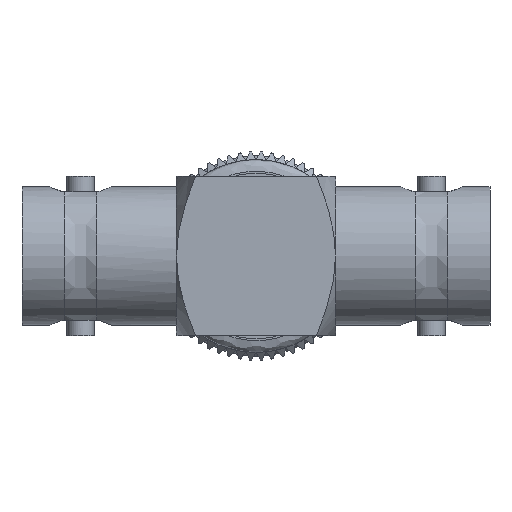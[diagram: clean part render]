
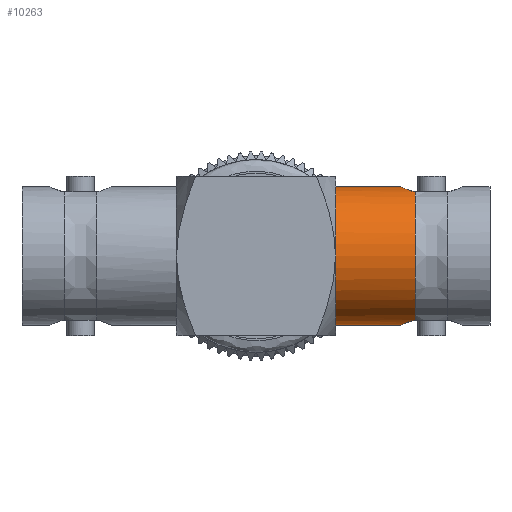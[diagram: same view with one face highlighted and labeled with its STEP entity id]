
A CAD part, front view. The second image highlights one B-rep face of the part: STEP entity #10263.
In plain terms, the highlighted cylindrical face has radius 4.801 mm (diameter 9.601 mm), a full revolution.
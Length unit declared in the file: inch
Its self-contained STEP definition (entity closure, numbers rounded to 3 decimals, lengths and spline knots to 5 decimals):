
#1 = CARTESIAN_POINT ( 'NONE',  ( 0.41353, 0.05182, -0.18184 ) ) ;
#85 = CARTESIAN_POINT ( 'NONE',  ( 0.396, -0.01405, -0.189 ) ) ;
#172 = CARTESIAN_POINT ( 'NONE',  ( 0.42238, -0.06263, -0.17851 ) ) ;
#254 = CARTESIAN_POINT ( 'NONE',  ( 0.42808, 0.06639, -0.177 ) ) ;
#256 = CARTESIAN_POINT ( 'NONE',  ( 0.2175, 0., 0.189 ) ) ;
#546 = CARTESIAN_POINT ( 'NONE',  ( 0.42808, 0.06639, 0.177 ) ) ;
#631 = CARTESIAN_POINT ( 'NONE',  ( 0.39622, -0.00702, 0.1889 ) ) ;
#1250 = LINE ( 'NONE', #6555, #10761 ) ;
#1275 = ORIENTED_EDGE ( 'NONE', *, *, #5620, .T. ) ;
#1392 = VECTOR ( 'NONE', #15904, 39.37008 ) ;
#1407 = AXIS2_PLACEMENT_3D ( 'NONE', #1489, #6792, #12034 ) ;
#1418 = AXIS2_PLACEMENT_3D ( 'NONE', #15221, #7311, #1844 ) ;
#1489 = CARTESIAN_POINT ( 'NONE',  ( -1.46873, 0., 0. ) ) ;
#1605 = EDGE_CURVE ( 'NONE', #12230, #7917, #11888, .T. ) ;
#1749 = CARTESIAN_POINT ( 'NONE',  ( 0.41353, -0.05182, 0.18184 ) ) ;
#1844 = DIRECTION ( 'NONE',  ( 0., 0., 1. ) ) ;
#1918 = CARTESIAN_POINT ( 'NONE',  ( 0.396, 0.00358, 0.189 ) ) ;
#2403 = EDGE_LOOP ( 'NONE', ( #1275 ) ) ;
#2538 = VERTEX_POINT ( 'NONE', #11380 ) ;
#2676 = CARTESIAN_POINT ( 'NONE',  ( 0.43379, -0.07015, 0.1755 ) ) ;
#2680 = CARTESIAN_POINT ( 'NONE',  ( 0.396, 0.00703, -0.189 ) ) ;
#2789 = ORIENTED_EDGE ( 'NONE', *, *, #12450, .T. ) ;
#2791 = FACE_OUTER_BOUND ( 'NONE', #16542, .T. ) ;
#3002 = VERTEX_POINT ( 'NONE', #12828 ) ;
#3133 = CARTESIAN_POINT ( 'NONE',  ( 0.40037, -0.02766, 0.18709 ) ) ;
#3169 = ORIENTED_EDGE ( 'NONE', *, *, #1605, .T. ) ;
#3180 = CIRCLE ( 'NONE', #4007, 0.189 ) ;
#3308 = CARTESIAN_POINT ( 'NONE',  ( 0.40289, -0.03403, 0.18602 ) ) ;
#3753 = CARTESIAN_POINT ( 'NONE',  ( -1.46873, -0.07015, -0.1755 ) ) ;
#3872 = ORIENTED_EDGE ( 'NONE', *, *, #11189, .T. ) ;
#3888 = VERTEX_POINT ( 'NONE', #4051 ) ;
#4007 = AXIS2_PLACEMENT_3D ( 'NONE', #15498, #9045, #5072 ) ;
#4051 = CARTESIAN_POINT ( 'NONE',  ( 0.43561, 0.07015, 0.1755 ) ) ;
#4060 = CARTESIAN_POINT ( 'NONE',  ( 0.41285, -0.05232, -0.18204 ) ) ;
#4140 = CARTESIAN_POINT ( 'NONE',  ( 0.43379, -0.07015, -0.1755 ) ) ;
#4378 = CARTESIAN_POINT ( 'NONE',  ( 0.43379, -0.07015, -0.1755 ) ) ;
#4695 = CARTESIAN_POINT ( 'NONE',  ( 0.42289, 0.06199, 0.17862 ) ) ;
#5072 = DIRECTION ( 'NONE',  ( 0., 0., 1. ) ) ;
#5232 = LINE ( 'NONE', #3753, #12014 ) ;
#5287 = CARTESIAN_POINT ( 'NONE',  ( 0.40289, 0.03403, -0.18602 ) ) ;
#5540 = CARTESIAN_POINT ( 'NONE',  ( 0.42288, 0.06197, -0.17863 ) ) ;
#5620 = EDGE_CURVE ( 'NONE', #5633, #5633, #3180, .T. ) ;
#5633 = VERTEX_POINT ( 'NONE', #256 ) ;
#5737 = EDGE_CURVE ( 'NONE', #3888, #3002, #15585, .T. ) ;
#5753 = CARTESIAN_POINT ( 'NONE',  ( 0.39622, 0.00701, 0.1889 ) ) ;
#5836 = CARTESIAN_POINT ( 'NONE',  ( 0.39775, -0.01742, 0.18823 ) ) ;
#5958 = CARTESIAN_POINT ( 'NONE',  ( -1.46873, 0.07015, 0.1755 ) ) ;
#6451 = DIRECTION ( 'NONE',  ( 1., 0., 0. ) ) ;
#6487 = EDGE_CURVE ( 'NONE', #11841, #2538, #5232, .T. ) ;
#6555 = CARTESIAN_POINT ( 'NONE',  ( 0.48, 0.07015, -0.1755 ) ) ;
#6716 = ORIENTED_EDGE ( 'NONE', *, *, #16448, .T. ) ;
#6764 = VERTEX_POINT ( 'NONE', #12007 ) ;
#6792 = DIRECTION ( 'NONE',  ( -1., 0., 0. ) ) ;
#6811 = ORIENTED_EDGE ( 'NONE', *, *, #13094, .T. ) ;
#7216 = CARTESIAN_POINT ( 'NONE',  ( 0.40036, 0.02762, 0.1871 ) ) ;
#7306 = CARTESIAN_POINT ( 'NONE',  ( 0.42288, -0.06197, 0.17863 ) ) ;
#7311 = DIRECTION ( 'NONE',  ( -1., 0., 0. ) ) ;
#7746 = DIRECTION ( 'NONE',  ( 0., 0., 1. ) ) ;
#7829 = DIRECTION ( 'NONE',  ( -1., 0., 0. ) ) ;
#7917 = VERTEX_POINT ( 'NONE', #8300 ) ;
#8002 = ORIENTED_EDGE ( 'NONE', *, *, #6487, .T. ) ;
#8227 = LINE ( 'NONE', #15816, #1392 ) ;
#8300 = CARTESIAN_POINT ( 'NONE',  ( 0.43379, 0.07015, 0.1755 ) ) ;
#8528 = LINE ( 'NONE', #5958, #10517 ) ;
#8615 = DIRECTION ( 'NONE',  ( 1., 0., 0. ) ) ;
#8884 = CIRCLE ( 'NONE', #1418, 0.189 ) ;
#9045 = DIRECTION ( 'NONE',  ( 1., 0., 0. ) ) ;
#9350 = CARTESIAN_POINT ( 'NONE',  ( 0.40957, 0.04631, -0.18335 ) ) ;
#9799 = CARTESIAN_POINT ( 'NONE',  ( 0.43379, 0.07015, 0.1755 ) ) ;
#10263 = ADVANCED_FACE ( 'NONE', ( #14532, #2791 ), #13315, .T. ) ;
#10517 = VECTOR ( 'NONE', #8615, 39.37008 ) ;
#10540 = CARTESIAN_POINT ( 'NONE',  ( 0.40037, 0.02766, -0.18709 ) ) ;
#10625 = CARTESIAN_POINT ( 'NONE',  ( 0.39961, -0.02801, -0.18733 ) ) ;
#10761 = VECTOR ( 'NONE', #7829, 39.37008 ) ;
#11067 = CARTESIAN_POINT ( 'NONE',  ( 0.396, -0.00359, 0.189 ) ) ;
#11189 = EDGE_CURVE ( 'NONE', #2538, #14626, #8884, .T. ) ;
#11251 = CARTESIAN_POINT ( 'NONE',  ( 0.39709, 0.01394, 0.18852 ) ) ;
#11380 = CARTESIAN_POINT ( 'NONE',  ( 0.43561, -0.07015, -0.1755 ) ) ;
#11786 = DIRECTION ( 'NONE',  ( -1., 0., 0. ) ) ;
#11841 = VERTEX_POINT ( 'NONE', #4378 ) ;
#11888 = B_SPLINE_CURVE_WITH_KNOTS ( 'NONE', 3,
 ( #13750, #12455, #7306, #1749, #13834, #3308, #3133, #5836, #12542, #631, #11067, #1918, #5753, #11251, #15041, #7216, #14953, #16253, #16513, #4695, #546, #9799 ),
 .UNSPECIFIED., .F., .F.,
 ( 4, 2, 2, 2, 2, 2, 2, 2, 2, 2, 4 ),
 ( 0., 0.125, 0.25, 0.375, 0.4375, 0.5, 0.5625, 0.625, 0.75, 0.875, 1. ),
 .UNSPECIFIED. ) ;
#11972 = CARTESIAN_POINT ( 'NONE',  ( 0.43561, -0.07015, 0.1755 ) ) ;
#12007 = CARTESIAN_POINT ( 'NONE',  ( 0.43379, 0.07015, -0.1755 ) ) ;
#12014 = VECTOR ( 'NONE', #6451, 39.37008 ) ;
#12034 = DIRECTION ( 'NONE',  ( 0., 0., 1. ) ) ;
#12086 = CARTESIAN_POINT ( 'NONE',  ( 0.43379, 0.07015, -0.1755 ) ) ;
#12230 = VERTEX_POINT ( 'NONE', #2676 ) ;
#12450 = EDGE_CURVE ( 'NONE', #3002, #6764, #1250, .T. ) ;
#12455 = CARTESIAN_POINT ( 'NONE',  ( 0.42808, -0.06639, 0.177 ) ) ;
#12542 = CARTESIAN_POINT ( 'NONE',  ( 0.39709, -0.01397, 0.18852 ) ) ;
#12828 = CARTESIAN_POINT ( 'NONE',  ( 0.43561, 0.07015, -0.1755 ) ) ;
#13094 = EDGE_CURVE ( 'NONE', #14626, #12230, #8227, .T. ) ;
#13315 = CYLINDRICAL_SURFACE ( 'NONE', #1407, 0.189 ) ;
#13750 = CARTESIAN_POINT ( 'NONE',  ( 0.43379, -0.07015, 0.1755 ) ) ;
#13834 = CARTESIAN_POINT ( 'NONE',  ( 0.40957, -0.04631, 0.18335 ) ) ;
#13836 = B_SPLINE_CURVE_WITH_KNOTS ( 'NONE', 3,
 ( #12086, #254, #5540, #1, #9350, #5287, #10540, #14507, #2680, #85, #10625, #4060, #172, #4140 ),
 .UNSPECIFIED., .F., .F.,
 ( 4, 2, 2, 2, 2, 2, 4 ),
 ( 0., 0.125, 0.25, 0.375, 0.5, 0.75, 1. ),
 .UNSPECIFIED. ) ;
#14278 = ORIENTED_EDGE ( 'NONE', *, *, #15849, .T. ) ;
#14507 = CARTESIAN_POINT ( 'NONE',  ( 0.39688, 0.014, -0.18861 ) ) ;
#14532 = FACE_OUTER_BOUND ( 'NONE', #2403, .T. ) ;
#14626 = VERTEX_POINT ( 'NONE', #11972 ) ;
#14953 = CARTESIAN_POINT ( 'NONE',  ( 0.40288, 0.03402, 0.18602 ) ) ;
#15041 = CARTESIAN_POINT ( 'NONE',  ( 0.39774, 0.01738, 0.18823 ) ) ;
#15221 = CARTESIAN_POINT ( 'NONE',  ( 0.43561, 0., 0. ) ) ;
#15498 = CARTESIAN_POINT ( 'NONE',  ( 0.2175, 0., 0. ) ) ;
#15585 = CIRCLE ( 'NONE', #16969, 0.189 ) ;
#15816 = CARTESIAN_POINT ( 'NONE',  ( -1.46873, -0.07015, 0.1755 ) ) ;
#15837 = CARTESIAN_POINT ( 'NONE',  ( 0.43561, 0., 0. ) ) ;
#15849 = EDGE_CURVE ( 'NONE', #6764, #11841, #13836, .T. ) ;
#15904 = DIRECTION ( 'NONE',  ( -1., 0., 0. ) ) ;
#16094 = ORIENTED_EDGE ( 'NONE', *, *, #5737, .T. ) ;
#16253 = CARTESIAN_POINT ( 'NONE',  ( 0.40957, 0.04632, 0.18334 ) ) ;
#16448 = EDGE_CURVE ( 'NONE', #7917, #3888, #8528, .T. ) ;
#16513 = CARTESIAN_POINT ( 'NONE',  ( 0.41353, 0.05182, 0.18183 ) ) ;
#16542 = EDGE_LOOP ( 'NONE', ( #16094, #2789, #14278, #8002, #3872, #6811, #3169, #6716 ) ) ;
#16969 = AXIS2_PLACEMENT_3D ( 'NONE', #15837, #11786, #7746 ) ;
